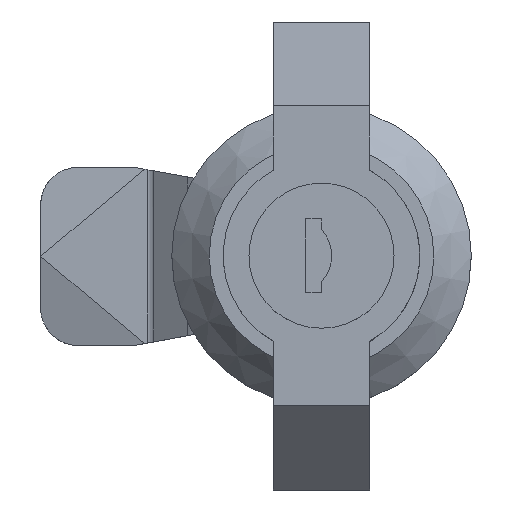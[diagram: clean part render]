
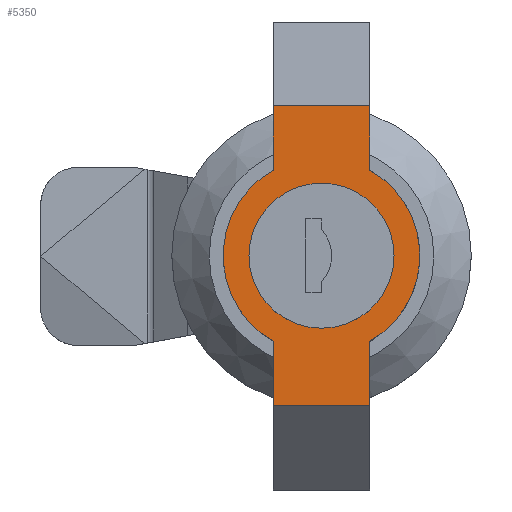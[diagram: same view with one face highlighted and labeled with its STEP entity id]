
A CAD part, top view. The second image highlights one B-rep face of the part: STEP entity #5350.
In plain terms, the highlighted planar face has unit normal (0, 0, 1).
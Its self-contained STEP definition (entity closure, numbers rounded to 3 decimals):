
#1484=DIRECTION('',(0.,-1.,0.));
#1485=VECTOR('',#1484,6.85);
#1486=CARTESIAN_POINT('',(4.9,26.05,20.));
#1487=LINE('',#1486,#1485);
#1502=DIRECTION('',(0.,-1.,0.));
#1503=VECTOR('',#1502,6.85);
#1504=CARTESIAN_POINT('',(15.2,26.05,20.));
#1505=LINE('',#1504,#1503);
#1517=CARTESIAN_POINT('',(10.05,10.05,20.));
#1518=DIRECTION('',(0.,0.,1.));
#1519=DIRECTION('',(-0.49,0.871,0.));
#1520=AXIS2_PLACEMENT_3D('',#1517,#1518,#1519);
#1522=CARTESIAN_POINT('',(10.05,10.05,20.));
#1523=DIRECTION('',(0.,0.,1.));
#1524=DIRECTION('',(0.49,-0.871,0.));
#1525=AXIS2_PLACEMENT_3D('',#1522,#1523,#1524);
#1527=CARTESIAN_POINT('',(10.05,10.05,20.));
#1528=DIRECTION('',(0.,0.,-1.));
#1529=DIRECTION('',(0.,1.,0.));
#1530=AXIS2_PLACEMENT_3D('',#1527,#1528,#1529);
#1532=CARTESIAN_POINT('',(10.05,10.05,20.));
#1533=DIRECTION('',(0.,0.,-1.));
#1534=DIRECTION('',(0.,-1.,0.));
#1535=AXIS2_PLACEMENT_3D('',#1532,#1533,#1534);
#1537=DIRECTION('',(-1.,0.,0.));
#1538=VECTOR('',#1537,10.3);
#1539=CARTESIAN_POINT('',(15.2,26.05,20.));
#1540=LINE('',#1539,#1538);
#1589=DIRECTION('',(0.,-1.,0.));
#1590=VECTOR('',#1589,6.85);
#1591=CARTESIAN_POINT('',(15.2,0.9,20.));
#1592=LINE('',#1591,#1590);
#1607=DIRECTION('',(0.,-1.,0.));
#1608=VECTOR('',#1607,6.85);
#1609=CARTESIAN_POINT('',(4.9,0.9,20.));
#1610=LINE('',#1609,#1608);
#1623=DIRECTION('',(1.,0.,0.));
#1624=VECTOR('',#1623,10.3);
#1625=CARTESIAN_POINT('',(4.9,-5.95,20.));
#1626=LINE('',#1625,#1624);
#2383=CARTESIAN_POINT('',(4.9,19.2,20.));
#2384=CARTESIAN_POINT('',(4.9,0.9,20.));
#2385=VERTEX_POINT('',#2383);
#2386=VERTEX_POINT('',#2384);
#2387=CARTESIAN_POINT('',(4.9,26.05,20.));
#2388=VERTEX_POINT('',#2387);
#2389=CARTESIAN_POINT('',(15.2,26.05,20.));
#2390=VERTEX_POINT('',#2389);
#2391=CARTESIAN_POINT('',(15.2,19.2,20.));
#2392=VERTEX_POINT('',#2391);
#2393=CARTESIAN_POINT('',(15.2,0.9,20.));
#2394=VERTEX_POINT('',#2393);
#2395=CARTESIAN_POINT('',(15.2,-5.95,20.));
#2396=VERTEX_POINT('',#2395);
#2397=CARTESIAN_POINT('',(4.9,-5.95,20.));
#2398=VERTEX_POINT('',#2397);
#2399=CARTESIAN_POINT('',(10.05,17.8,20.));
#2400=CARTESIAN_POINT('',(10.05,2.3,20.));
#2401=VERTEX_POINT('',#2399);
#2402=VERTEX_POINT('',#2400);
#5325=CARTESIAN_POINT('',(10.05,10.05,20.));
#5326=DIRECTION('',(0.,0.,1.));
#5327=DIRECTION('',(0.,-1.,0.));
#5328=AXIS2_PLACEMENT_3D('',#5325,#5326,#5327);
#5329=PLANE('',#5328);
#5330=ORIENTED_EDGE('',*,*,#5234,.F.);
#5331=ORIENTED_EDGE('',*,*,#5264,.F.);
#5333=ORIENTED_EDGE('',*,*,#5332,.F.);
#5334=ORIENTED_EDGE('',*,*,#5305,.T.);
#5335=ORIENTED_EDGE('',*,*,#5207,.F.);
#5337=ORIENTED_EDGE('',*,*,#5336,.T.);
#5339=ORIENTED_EDGE('',*,*,#5338,.F.);
#5341=ORIENTED_EDGE('',*,*,#5340,.F.);
#5342=EDGE_LOOP('',(#5330,#5331,#5333,#5334,#5335,#5337,#5339,#5341));
#5343=FACE_OUTER_BOUND('',#5342,.F.);
#5345=ORIENTED_EDGE('',*,*,#5344,.F.);
#5347=ORIENTED_EDGE('',*,*,#5346,.F.);
#5348=EDGE_LOOP('',(#5345,#5347));
#5349=FACE_BOUND('',#5348,.F.);
#1521=CIRCLE('',#1520,10.5);
#1526=CIRCLE('',#1525,10.5);
#1531=CIRCLE('',#1530,7.75);
#1536=CIRCLE('',#1535,7.75);
#5207=EDGE_CURVE('',#2394,#2392,#1526,.T.);
#5234=EDGE_CURVE('',#2385,#2386,#1521,.T.);
#5264=EDGE_CURVE('',#2388,#2385,#1487,.T.);
#5305=EDGE_CURVE('',#2390,#2392,#1505,.T.);
#5332=EDGE_CURVE('',#2390,#2388,#1540,.T.);
#5336=EDGE_CURVE('',#2394,#2396,#1592,.T.);
#5338=EDGE_CURVE('',#2398,#2396,#1626,.T.);
#5340=EDGE_CURVE('',#2386,#2398,#1610,.T.);
#5344=EDGE_CURVE('',#2401,#2402,#1531,.T.);
#5346=EDGE_CURVE('',#2402,#2401,#1536,.T.);
#5350=ADVANCED_FACE('',(#5343,#5349),#5329,.T.);
